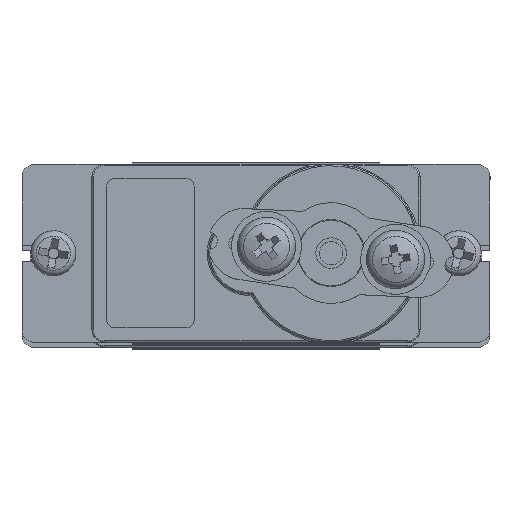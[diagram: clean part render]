
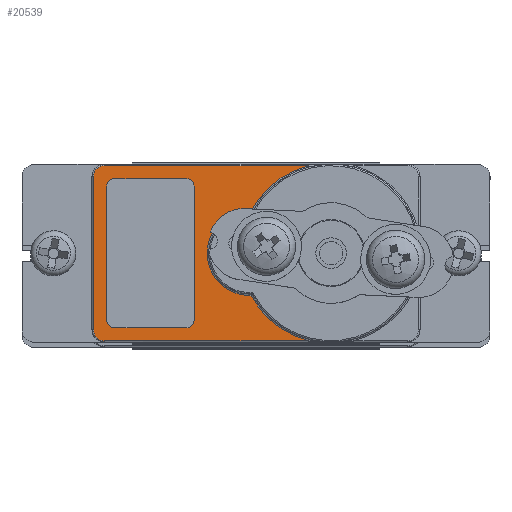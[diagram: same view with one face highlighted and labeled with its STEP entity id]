
A CAD part, top view. The second image highlights one B-rep face of the part: STEP entity #20539.
In plain terms, the highlighted face is planar.
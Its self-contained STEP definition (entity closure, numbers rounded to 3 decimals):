
#1101=FACE_BOUND('',#3402,.T.);
#1537=PLANE('',#22116);
#2327=FACE_OUTER_BOUND('',#3401,.T.);
#3401=EDGE_LOOP('',(#17875,#17876,#17877,#17878,#17879,#17880,#17881,#17882,
#17883,#17884));
#3402=EDGE_LOOP('',(#17885,#17886,#17887,#17888,#17889,#17890,#17891,#17892));
#5108=LINE('',#38422,#6922);
#5109=LINE('',#38426,#6923);
#5110=LINE('',#38430,#6924);
#5111=LINE('',#38434,#6925);
#5112=LINE('',#38438,#6926);
#5113=LINE('',#38442,#6927);
#5114=LINE('',#38446,#6928);
#5115=LINE('',#38450,#6929);
#5116=LINE('',#38454,#6930);
#6922=VECTOR('',#26161,1000.);
#6923=VECTOR('',#26164,1000.);
#6924=VECTOR('',#26167,1000.);
#6925=VECTOR('',#26170,1000.);
#6926=VECTOR('',#26173,1000.);
#6927=VECTOR('',#26176,1000.);
#6928=VECTOR('',#26179,1000.);
#6929=VECTOR('',#26182,1000.);
#6930=VECTOR('',#26185,1000.);
#7765=CIRCLE('',#22117,2.9);
#7766=CIRCLE('',#22118,6.2);
#7767=CIRCLE('',#22119,0.75);
#7768=CIRCLE('',#22120,0.75);
#7769=CIRCLE('',#22121,6.2);
#7770=CIRCLE('',#22122,0.5);
#7771=CIRCLE('',#22123,0.5);
#7772=CIRCLE('',#22124,0.5);
#7773=CIRCLE('',#22125,0.5);
#9783=VERTEX_POINT('',#38420);
#9784=VERTEX_POINT('',#38421);
#9785=VERTEX_POINT('',#38423);
#9786=VERTEX_POINT('',#38425);
#9787=VERTEX_POINT('',#38427);
#9788=VERTEX_POINT('',#38429);
#9789=VERTEX_POINT('',#38431);
#9790=VERTEX_POINT('',#38433);
#9791=VERTEX_POINT('',#38435);
#9792=VERTEX_POINT('',#38437);
#9793=VERTEX_POINT('',#38440);
#9794=VERTEX_POINT('',#38441);
#9795=VERTEX_POINT('',#38443);
#9796=VERTEX_POINT('',#38445);
#9797=VERTEX_POINT('',#38447);
#9798=VERTEX_POINT('',#38449);
#9799=VERTEX_POINT('',#38451);
#9800=VERTEX_POINT('',#38453);
#12572=EDGE_CURVE('',#9783,#9784,#5108,.T.);
#12573=EDGE_CURVE('',#9784,#9785,#7765,.T.);
#12574=EDGE_CURVE('',#9785,#9786,#5109,.T.);
#12575=EDGE_CURVE('',#9786,#9787,#7766,.T.);
#12576=EDGE_CURVE('',#9787,#9788,#5110,.T.);
#12577=EDGE_CURVE('',#9788,#9789,#7767,.T.);
#12578=EDGE_CURVE('',#9789,#9790,#5111,.T.);
#12579=EDGE_CURVE('',#9790,#9791,#7768,.T.);
#12580=EDGE_CURVE('',#9791,#9792,#5112,.T.);
#12581=EDGE_CURVE('',#9792,#9783,#7769,.T.);
#12582=EDGE_CURVE('',#9793,#9794,#5113,.T.);
#12583=EDGE_CURVE('',#9795,#9793,#7770,.T.);
#12584=EDGE_CURVE('',#9796,#9795,#5114,.T.);
#12585=EDGE_CURVE('',#9797,#9796,#7771,.T.);
#12586=EDGE_CURVE('',#9798,#9797,#5115,.T.);
#12587=EDGE_CURVE('',#9799,#9798,#7772,.T.);
#12588=EDGE_CURVE('',#9800,#9799,#5116,.T.);
#12589=EDGE_CURVE('',#9794,#9800,#7773,.T.);
#17875=ORIENTED_EDGE('',*,*,#12572,.T.);
#17876=ORIENTED_EDGE('',*,*,#12573,.T.);
#17877=ORIENTED_EDGE('',*,*,#12574,.T.);
#17878=ORIENTED_EDGE('',*,*,#12575,.T.);
#17879=ORIENTED_EDGE('',*,*,#12576,.T.);
#17880=ORIENTED_EDGE('',*,*,#12577,.T.);
#17881=ORIENTED_EDGE('',*,*,#12578,.T.);
#17882=ORIENTED_EDGE('',*,*,#12579,.T.);
#17883=ORIENTED_EDGE('',*,*,#12580,.T.);
#17884=ORIENTED_EDGE('',*,*,#12581,.T.);
#17885=ORIENTED_EDGE('',*,*,#12582,.F.);
#17886=ORIENTED_EDGE('',*,*,#12583,.F.);
#17887=ORIENTED_EDGE('',*,*,#12584,.F.);
#17888=ORIENTED_EDGE('',*,*,#12585,.F.);
#17889=ORIENTED_EDGE('',*,*,#12586,.F.);
#17890=ORIENTED_EDGE('',*,*,#12587,.F.);
#17891=ORIENTED_EDGE('',*,*,#12588,.F.);
#17892=ORIENTED_EDGE('',*,*,#12589,.F.);
#20539=ADVANCED_FACE('',(#2327,#1101),#1537,.F.);
#22116=AXIS2_PLACEMENT_3D('',#38419,#26159,#26160);
#22117=AXIS2_PLACEMENT_3D('',#38424,#26162,#26163);
#22118=AXIS2_PLACEMENT_3D('',#38428,#26165,#26166);
#22119=AXIS2_PLACEMENT_3D('',#38432,#26168,#26169);
#22120=AXIS2_PLACEMENT_3D('',#38436,#26171,#26172);
#22121=AXIS2_PLACEMENT_3D('',#38439,#26174,#26175);
#22122=AXIS2_PLACEMENT_3D('',#38444,#26177,#26178);
#22123=AXIS2_PLACEMENT_3D('',#38448,#26180,#26181);
#22124=AXIS2_PLACEMENT_3D('',#38452,#26183,#26184);
#22125=AXIS2_PLACEMENT_3D('',#38455,#26186,#26187);
#26159=DIRECTION('center_axis',(0.,-1.,0.));
#26160=DIRECTION('ref_axis',(0.,0.,-1.));
#26161=DIRECTION('',(1.,0.,0.));
#26162=DIRECTION('center_axis',(0.,-1.,0.));
#26163=DIRECTION('ref_axis',(0.,0.,-1.));
#26164=DIRECTION('',(-1.,0.,0.));
#26165=DIRECTION('center_axis',(0.,-1.,0.));
#26166=DIRECTION('ref_axis',(0.,0.,-1.));
#26167=DIRECTION('',(1.,0.,0.));
#26168=DIRECTION('center_axis',(0.,1.,0.));
#26169=DIRECTION('ref_axis',(0.,0.,-1.));
#26170=DIRECTION('',(0.,0.,-1.));
#26171=DIRECTION('center_axis',(0.,1.,0.));
#26172=DIRECTION('ref_axis',(0.,0.,-1.));
#26173=DIRECTION('',(-1.,0.,0.));
#26174=DIRECTION('center_axis',(0.,-1.,0.));
#26175=DIRECTION('ref_axis',(0.,0.,-1.));
#26176=DIRECTION('',(1.,0.,0.));
#26177=DIRECTION('center_axis',(0.,1.,0.));
#26178=DIRECTION('ref_axis',(0.,0.,-1.));
#26179=DIRECTION('',(0.,0.,1.));
#26180=DIRECTION('center_axis',(0.,1.,0.));
#26181=DIRECTION('ref_axis',(0.,0.,1.));
#26182=DIRECTION('',(-1.,0.,0.));
#26183=DIRECTION('center_axis',(0.,1.,0.));
#26184=DIRECTION('ref_axis',(0.,0.,-1.));
#26185=DIRECTION('',(0.,0.,-1.));
#26186=DIRECTION('center_axis',(0.,1.,0.));
#26187=DIRECTION('ref_axis',(0.,0.,-1.));
#38419=CARTESIAN_POINT('Origin',(-10.4,11.95,5.25));
#38420=CARTESIAN_POINT('',(0.33,11.95,-2.9));
#38421=CARTESIAN_POINT('',(0.45,11.95,-2.9));
#38422=CARTESIAN_POINT('',(-10.4,11.95,-2.9));
#38423=CARTESIAN_POINT('',(0.45,11.95,2.9));
#38424=CARTESIAN_POINT('Origin',(0.45,11.95,0.));
#38425=CARTESIAN_POINT('',(0.33,11.95,2.9));
#38426=CARTESIAN_POINT('',(-10.4,11.95,2.9));
#38427=CARTESIAN_POINT('',(-3.588,11.95,6.));
#38428=CARTESIAN_POINT('Origin',(-5.15,11.95,0.));
#38429=CARTESIAN_POINT('',(10.4,11.95,6.));
#38430=CARTESIAN_POINT('',(-10.4,11.95,6.));
#38431=CARTESIAN_POINT('',(11.15,11.95,5.25));
#38432=CARTESIAN_POINT('Origin',(10.4,11.95,5.25));
#38433=CARTESIAN_POINT('',(11.15,11.95,-5.25));
#38434=CARTESIAN_POINT('',(11.15,11.95,5.25));
#38435=CARTESIAN_POINT('',(10.4,11.95,-6.));
#38436=CARTESIAN_POINT('Origin',(10.4,11.95,-5.25));
#38437=CARTESIAN_POINT('',(-3.588,11.95,-6.));
#38438=CARTESIAN_POINT('',(-10.4,11.95,-6.));
#38439=CARTESIAN_POINT('Origin',(-5.15,11.95,0.));
#38440=CARTESIAN_POINT('',(4.75,11.95,5.1));
#38441=CARTESIAN_POINT('',(9.75,11.95,5.1));
#38442=CARTESIAN_POINT('',(9.75,11.95,5.1));
#38443=CARTESIAN_POINT('',(4.25,11.95,4.6));
#38444=CARTESIAN_POINT('Origin',(4.75,11.95,4.6));
#38445=CARTESIAN_POINT('',(4.25,11.95,-4.6));
#38446=CARTESIAN_POINT('',(4.25,11.95,-4.6));
#38447=CARTESIAN_POINT('',(4.75,11.95,-5.1));
#38448=CARTESIAN_POINT('Origin',(4.75,11.95,-4.6));
#38449=CARTESIAN_POINT('',(9.75,11.95,-5.1));
#38450=CARTESIAN_POINT('',(9.75,11.95,-5.1));
#38451=CARTESIAN_POINT('',(10.25,11.95,-4.6));
#38452=CARTESIAN_POINT('Origin',(9.75,11.95,-4.6));
#38453=CARTESIAN_POINT('',(10.25,11.95,4.6));
#38454=CARTESIAN_POINT('',(10.25,11.95,-4.6));
#38455=CARTESIAN_POINT('Origin',(9.75,11.95,4.6));
